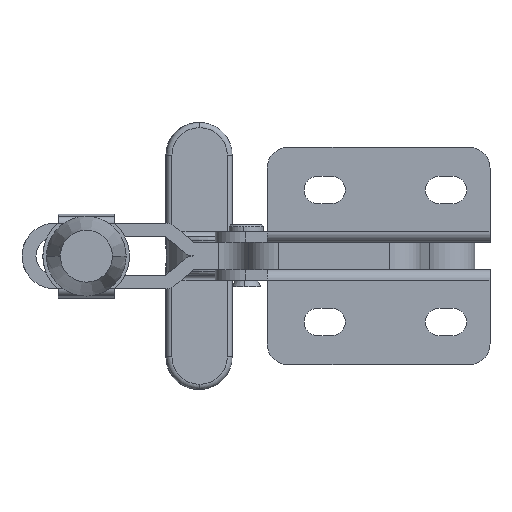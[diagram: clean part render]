
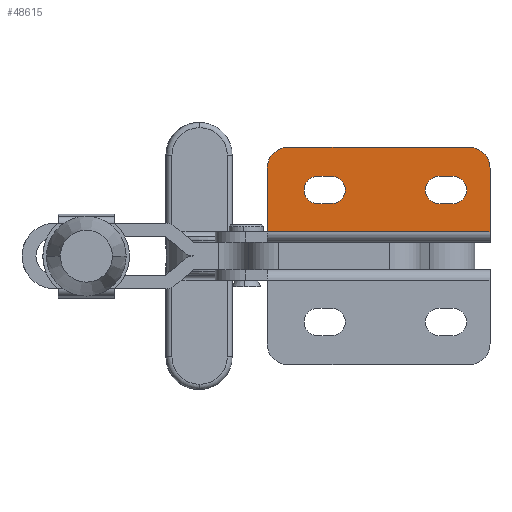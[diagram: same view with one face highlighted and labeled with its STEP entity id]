
A CAD part, front view. The second image highlights one B-rep face of the part: STEP entity #48615.
In plain terms, the highlighted planar face has unit normal (0, -1, 0).
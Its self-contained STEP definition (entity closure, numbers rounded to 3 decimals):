
#20000 = CARTESIAN_POINT ( 'NONE',  ( 47.125, 0., 19. ) ) ;
#20014 = DIRECTION ( 'NONE',  ( 0., 0., 1. ) ) ;
#20015 = DIRECTION ( 'NONE',  ( 0., 1., 0. ) ) ;
#20016 = CARTESIAN_POINT ( 'NONE',  ( 12.112, 0., 15.05 ) ) ;
#20017 = AXIS2_PLACEMENT_3D ( 'NONE', #20016, #20015, #20014 ) ;
#20023 = CARTESIAN_POINT ( 'NONE',  ( 12.113, 0., 19. ) ) ;
#20024 = CARTESIAN_POINT ( 'NONE',  ( 8.162, 0., 15.05 ) ) ;
#20034 = CIRCLE ( 'NONE', #20017, 3.95 ) ;
#20085 = DIRECTION ( 'NONE',  ( 0., 0., 1. ) ) ;
#20086 = DIRECTION ( 'NONE',  ( 0., 1., 0. ) ) ;
#20091 = CARTESIAN_POINT ( 'NONE',  ( 47.11, 0., 15.05 ) ) ;
#20093 = CIRCLE ( 'NONE', #20110, 3.95 ) ;
#20110 = AXIS2_PLACEMENT_3D ( 'NONE', #20091, #20086, #20085 ) ;
#20146 = CARTESIAN_POINT ( 'NONE',  ( 43.16, 0., 15.05 ) ) ;
#21151 = CARTESIAN_POINT ( 'NONE',  ( -2.489, 0., 21.35 ) ) ;
#21152 = CARTESIAN_POINT ( 'NONE',  ( 16.097, 0., 19. ) ) ;
#21161 = CIRCLE ( 'NONE', #21256, 3.95 ) ;
#21165 = CARTESIAN_POINT ( 'NONE',  ( 61.811, 0., 3. ) ) ;
#21181 = CARTESIAN_POINT ( 'NONE',  ( 61.811, 0., 21.35 ) ) ;
#21186 = CARTESIAN_POINT ( 'NONE',  ( -2.489, 0., 3. ) ) ;
#21199 = CARTESIAN_POINT ( 'NONE',  ( -2.489, 0., 3. ) ) ;
#21220 = CARTESIAN_POINT ( 'NONE',  ( -2.489, 0., 11.1 ) ) ;
#21221 = LINE ( 'NONE', #21220, #21260 ) ;
#21222 = AXIS2_PLACEMENT_3D ( 'NONE', #21251, #21250, #21249 ) ;
#21223 = CARTESIAN_POINT ( 'NONE',  ( 55.811, 0., 27.35 ) ) ;
#21225 = FACE_OUTER_BOUND ( 'NONE', #48671, .T. ) ;
#21226 = PLANE ( 'NONE',  #21247 ) ;
#21227 = FACE_BOUND ( 'NONE', #48624, .T. ) ;
#21228 = LINE ( 'NONE', #21285, #21284 ) ;
#21229 = VECTOR ( 'NONE', #21237, 1000. ) ;
#21230 = DIRECTION ( 'NONE',  ( 0., 1., 0. ) ) ;
#21231 = FACE_BOUND ( 'NONE', #48600, .T. ) ;
#21232 = CARTESIAN_POINT ( 'NONE',  ( 12.11, 0., 11.1 ) ) ;
#21234 = CARTESIAN_POINT ( 'NONE',  ( 16.125, 0., 11.1 ) ) ;
#21235 = CARTESIAN_POINT ( 'NONE',  ( 47.096, 0., 11.1 ) ) ;
#21236 = CARTESIAN_POINT ( 'NONE',  ( 51.111, 0., 11.1 ) ) ;
#21237 = DIRECTION ( 'NONE',  ( -1., 0., 0. ) ) ;
#21238 = CARTESIAN_POINT ( 'NONE',  ( -2.489, 0., 11.1 ) ) ;
#21240 = DIRECTION ( 'NONE',  ( 1., 0., 0. ) ) ;
#21241 = VECTOR ( 'NONE', #21240, 1000. ) ;
#21242 = CARTESIAN_POINT ( 'NONE',  ( -2.489, 0., 19. ) ) ;
#21243 = CARTESIAN_POINT ( 'NONE',  ( 51.108, 0., 19. ) ) ;
#21244 = LINE ( 'NONE', #21238, #21229 ) ;
#21247 = AXIS2_PLACEMENT_3D ( 'NONE', #21186, #21230, #21289 ) ;
#21248 = LINE ( 'NONE', #21242, #21241 ) ;
#21249 = DIRECTION ( 'NONE',  ( 0., 0., 1. ) ) ;
#21250 = DIRECTION ( 'NONE',  ( 0., 1., 0. ) ) ;
#21251 = CARTESIAN_POINT ( 'NONE',  ( 47.11, 0., 15.05 ) ) ;
#21253 = DIRECTION ( 'NONE',  ( 0., 0., 1. ) ) ;
#21254 = DIRECTION ( 'NONE',  ( 0., 1., 0. ) ) ;
#21255 = CARTESIAN_POINT ( 'NONE',  ( 12.112, 0., 15.05 ) ) ;
#21256 = AXIS2_PLACEMENT_3D ( 'NONE', #21255, #21254, #21253 ) ;
#21257 = CARTESIAN_POINT ( 'NONE',  ( 3.511, 0., 27.35 ) ) ;
#21258 = CIRCLE ( 'NONE', #21222, 3.95 ) ;
#21259 = DIRECTION ( 'NONE',  ( -1., 0., 0. ) ) ;
#21260 = VECTOR ( 'NONE', #21259, 1000. ) ;
#21265 = CIRCLE ( 'NONE', #21286, 3.95 ) ;
#21268 = DIRECTION ( 'NONE',  ( 0., 0., -1. ) ) ;
#21269 = VECTOR ( 'NONE', #21268, 1000. ) ;
#21272 = CARTESIAN_POINT ( 'NONE',  ( -2.489, 0., 3. ) ) ;
#21273 = LINE ( 'NONE', #21272, #21269 ) ;
#21283 = DIRECTION ( 'NONE',  ( 1., 0., 0. ) ) ;
#21284 = VECTOR ( 'NONE', #21283, 1000. ) ;
#21285 = CARTESIAN_POINT ( 'NONE',  ( -2.489, 0., 19. ) ) ;
#21286 = AXIS2_PLACEMENT_3D ( 'NONE', #21314, #21313, #21312 ) ;
#21289 = DIRECTION ( 'NONE',  ( 0., 0., 1. ) ) ;
#21291 = CARTESIAN_POINT ( 'NONE',  ( 61.811, 0., 27.35 ) ) ;
#21292 = LINE ( 'NONE', #21291, #21335 ) ;
#21312 = DIRECTION ( 'NONE',  ( 0., 0., 1. ) ) ;
#21313 = DIRECTION ( 'NONE',  ( 0., 1., 0. ) ) ;
#21314 = CARTESIAN_POINT ( 'NONE',  ( 16.11, 0., 15.05 ) ) ;
#21321 = CIRCLE ( 'NONE', #21386, 3.95 ) ;
#21323 = DIRECTION ( 'NONE',  ( 1., 0., 0. ) ) ;
#21324 = VECTOR ( 'NONE', #21323, 1000. ) ;
#21325 = CARTESIAN_POINT ( 'NONE',  ( -2.489, 0., 3. ) ) ;
#21326 = LINE ( 'NONE', #21325, #21324 ) ;
#21328 = CARTESIAN_POINT ( 'NONE',  ( 61.811, 0., 3. ) ) ;
#21329 = AXIS2_PLACEMENT_3D ( 'NONE', #21372, #21371, #21370 ) ;
#21330 = DIRECTION ( 'NONE',  ( 0., 0., 1. ) ) ;
#21331 = DIRECTION ( 'NONE',  ( 0., -1., 0. ) ) ;
#21332 = CARTESIAN_POINT ( 'NONE',  ( 51.111, 0., 15.05 ) ) ;
#21334 = DIRECTION ( 'NONE',  ( 1., 0., 0. ) ) ;
#21335 = VECTOR ( 'NONE', #21334, 1000. ) ;
#21337 = AXIS2_PLACEMENT_3D ( 'NONE', #21346, #21331, #21330 ) ;
#21341 = CIRCLE ( 'NONE', #21337, 6. ) ;
#21346 = CARTESIAN_POINT ( 'NONE',  ( 3.511, 0., 21.35 ) ) ;
#21370 = DIRECTION ( 'NONE',  ( 0., 0., 1. ) ) ;
#21371 = DIRECTION ( 'NONE',  ( 0., -1., 0. ) ) ;
#21372 = CARTESIAN_POINT ( 'NONE',  ( 55.811, 0., 21.35 ) ) ;
#21377 = CIRCLE ( 'NONE', #21329, 6. ) ;
#21378 = DIRECTION ( 'NONE',  ( 0., 0., -1. ) ) ;
#21379 = VECTOR ( 'NONE', #21378, 1000. ) ;
#21383 = DIRECTION ( 'NONE',  ( 0., 0., 1. ) ) ;
#21384 = DIRECTION ( 'NONE',  ( 0., 1., 0. ) ) ;
#21385 = LINE ( 'NONE', #21328, #21379 ) ;
#21386 = AXIS2_PLACEMENT_3D ( 'NONE', #21332, #21384, #21383 ) ;
#48245 = VERTEX_POINT ( 'NONE', #20000 ) ;
#48251 = EDGE_CURVE ( 'NONE', #48256, #48257, #20034, .T. ) ;
#48256 = VERTEX_POINT ( 'NONE', #20024 ) ;
#48257 = VERTEX_POINT ( 'NONE', #20023 ) ;
#48292 = EDGE_CURVE ( 'NONE', #48314, #48245, #20093, .T. ) ;
#48314 = VERTEX_POINT ( 'NONE', #20146 ) ;
#48559 = VERTEX_POINT ( 'NONE', #21152 ) ;
#48561 = VERTEX_POINT ( 'NONE', #21151 ) ;
#48595 = VERTEX_POINT ( 'NONE', #21181 ) ;
#48596 = VERTEX_POINT ( 'NONE', #21165 ) ;
#48597 = EDGE_CURVE ( 'NONE', #48613, #48614, #21221, .T. ) ;
#48598 = ORIENTED_EDGE ( 'NONE', *, *, #48612, .T. ) ;
#48599 = EDGE_CURVE ( 'NONE', #48614, #48256, #21161, .T. ) ;
#48600 = EDGE_LOOP ( 'NONE', ( #48598, #48670, #48604, #48672, #48676 ) ) ;
#48601 = EDGE_CURVE ( 'NONE', #48611, #48314, #21258, .T. ) ;
#48602 = VERTEX_POINT ( 'NONE', #21223 ) ;
#48603 = VERTEX_POINT ( 'NONE', #21257 ) ;
#48604 = ORIENTED_EDGE ( 'NONE', *, *, #48292, .T. ) ;
#48606 = EDGE_CURVE ( 'NONE', #48245, #48610, #21248, .T. ) ;
#48607 = ORIENTED_EDGE ( 'NONE', *, *, #48665, .T. ) ;
#48610 = VERTEX_POINT ( 'NONE', #21243 ) ;
#48611 = VERTEX_POINT ( 'NONE', #21235 ) ;
#48612 = EDGE_CURVE ( 'NONE', #48616, #48611, #21244, .T. ) ;
#48613 = VERTEX_POINT ( 'NONE', #21234 ) ;
#48614 = VERTEX_POINT ( 'NONE', #21232 ) ;
#48615 = ADVANCED_FACE ( 'NONE', ( #21227, #21231, #21225 ), #21226, .F. ) ;
#48616 = VERTEX_POINT ( 'NONE', #21236 ) ;
#48617 = ORIENTED_EDGE ( 'NONE', *, *, #48619, .T. ) ;
#48618 = ORIENTED_EDGE ( 'NONE', *, *, #48251, .T. ) ;
#48619 = EDGE_CURVE ( 'NONE', #48257, #48559, #21228, .T. ) ;
#48620 = ORIENTED_EDGE ( 'NONE', *, *, #48599, .T. ) ;
#48621 = ORIENTED_EDGE ( 'NONE', *, *, #48636, .T. ) ;
#48622 = VERTEX_POINT ( 'NONE', #21199 ) ;
#48624 = EDGE_LOOP ( 'NONE', ( #48617, #48621, #48625, #48620, #48618 ) ) ;
#48625 = ORIENTED_EDGE ( 'NONE', *, *, #48597, .T. ) ;
#48632 = EDGE_CURVE ( 'NONE', #48561, #48622, #21273, .T. ) ;
#48636 = EDGE_CURVE ( 'NONE', #48559, #48613, #21265, .T. ) ;
#48663 = ORIENTED_EDGE ( 'NONE', *, *, #48680, .T. ) ;
#48664 = EDGE_CURVE ( 'NONE', #48603, #48602, #21292, .T. ) ;
#48665 = EDGE_CURVE ( 'NONE', #48603, #48561, #21341, .T. ) ;
#48667 = EDGE_CURVE ( 'NONE', #48622, #48596, #21326, .T. ) ;
#48668 = ORIENTED_EDGE ( 'NONE', *, *, #48667, .T. ) ;
#48670 = ORIENTED_EDGE ( 'NONE', *, *, #48601, .T. ) ;
#48671 = EDGE_LOOP ( 'NONE', ( #48678, #48663, #48673, #48607, #48677, #48668 ) ) ;
#48672 = ORIENTED_EDGE ( 'NONE', *, *, #48606, .T. ) ;
#48673 = ORIENTED_EDGE ( 'NONE', *, *, #48664, .F. ) ;
#48674 = EDGE_CURVE ( 'NONE', #48610, #48616, #21321, .T. ) ;
#48675 = EDGE_CURVE ( 'NONE', #48595, #48596, #21385, .T. ) ;
#48676 = ORIENTED_EDGE ( 'NONE', *, *, #48674, .T. ) ;
#48677 = ORIENTED_EDGE ( 'NONE', *, *, #48632, .T. ) ;
#48678 = ORIENTED_EDGE ( 'NONE', *, *, #48675, .F. ) ;
#48680 = EDGE_CURVE ( 'NONE', #48595, #48602, #21377, .T. ) ;
